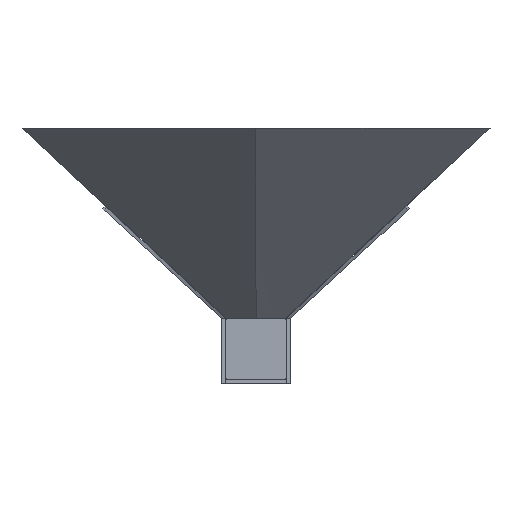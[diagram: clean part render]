
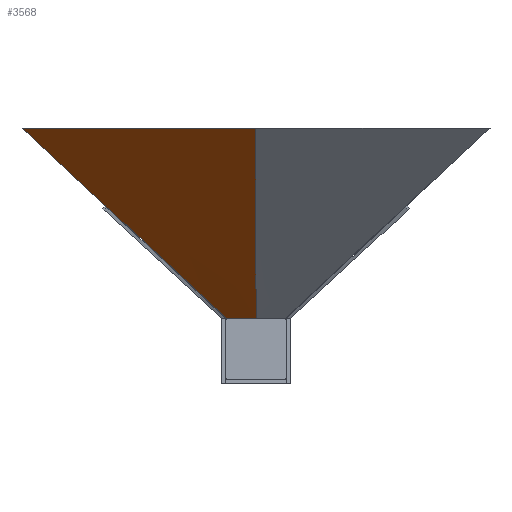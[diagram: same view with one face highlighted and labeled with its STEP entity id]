
A CAD part, front view. The second image highlights one B-rep face of the part: STEP entity #3568.
In plain terms, the highlighted free-form (B-spline) face has degree [3, 3] with [4, 4] control points.
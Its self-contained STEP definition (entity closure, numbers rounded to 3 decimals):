
#94=B_SPLINE_CURVE_WITH_KNOTS('',3,(#6669,#6670,#6671,#6672,#6673,#6674),
 .UNSPECIFIED.,.F.,.F.,(4,2,4),(4.313,10.928,17.524),
 .UNSPECIFIED.);
#98=B_SPLINE_CURVE_WITH_KNOTS('',3,(#6698,#6699,#6700,#6701,#6702,#6703),
 .UNSPECIFIED.,.F.,.F.,(4,2,4),(-2.03,-1.199,-0.37),
 .UNSPECIFIED.);
#106=B_SPLINE_CURVE_WITH_KNOTS('',3,(#6820,#6821,#6822,#6823,#6824,#6825,
#6826,#6827),.UNSPECIFIED.,.F.,.F.,(4,2,2,4),(-7.862,-7.664,
-6.476,-0.507),.UNSPECIFIED.);
#107=B_SPLINE_CURVE_WITH_KNOTS('',3,(#6844,#6845,#6846,#6847,#6848,#6849,
#6850,#6851),.UNSPECIFIED.,.F.,.F.,(4,2,2,4),(0.183,1.459,
6.39,36.446),.UNSPECIFIED.);
#138=B_SPLINE_SURFACE_WITH_KNOTS('',3,3,((#6828,#6829,#6830,#6831),(#6832,
#6833,#6834,#6835),(#6836,#6837,#6838,#6839),(#6840,#6841,#6842,#6843)),
 .UNSPECIFIED.,.F.,.F.,.F.,(4,4),(4,4),(-0.083,1.083),
(-0.009,1.024),.UNSPECIFIED.);
#1089=FACE_OUTER_BOUND('',#1357,.T.);
#1357=EDGE_LOOP('',(#3095,#3096,#3097,#3098));
#1751=VERTEX_POINT('',#6661);
#1752=VERTEX_POINT('',#6668);
#1755=VERTEX_POINT('',#6690);
#1756=VERTEX_POINT('',#6697);
#2197=EDGE_CURVE('',#1751,#1752,#94,.F.);
#2201=EDGE_CURVE('',#1756,#1755,#98,.F.);
#2209=EDGE_CURVE('',#1756,#1751,#106,.T.);
#2210=EDGE_CURVE('',#1755,#1752,#107,.T.);
#3095=ORIENTED_EDGE('',*,*,#2201,.T.);
#3096=ORIENTED_EDGE('',*,*,#2210,.T.);
#3097=ORIENTED_EDGE('',*,*,#2197,.F.);
#3098=ORIENTED_EDGE('',*,*,#2209,.F.);
#3568=ADVANCED_FACE('',(#1089),#138,.T.);
#6661=CARTESIAN_POINT('',(-114.52,269.334,108.));
#6668=CARTESIAN_POINT('',(-0.226,203.088,108.));
#6669=CARTESIAN_POINT('Ctrl Pts',(-0.226,203.088,108.));
#6670=CARTESIAN_POINT('Ctrl Pts',(-19.302,214.145,108.));
#6671=CARTESIAN_POINT('Ctrl Pts',(-38.378,225.201,108.));
#6672=CARTESIAN_POINT('Ctrl Pts',(-76.476,247.283,108.));
#6673=CARTESIAN_POINT('Ctrl Pts',(-95.498,258.309,108.));
#6674=CARTESIAN_POINT('Ctrl Pts',(-114.52,269.334,108.));
#6690=CARTESIAN_POINT('',(0.041,318.424,15.));
#6697=CARTESIAN_POINT('',(-14.364,326.681,15.));
#6698=CARTESIAN_POINT('Ctrl Pts',(0.041,318.424,15.));
#6699=CARTESIAN_POINT('Ctrl Pts',(-2.363,319.802,15.));
#6700=CARTESIAN_POINT('Ctrl Pts',(-4.767,321.18,15.));
#6701=CARTESIAN_POINT('Ctrl Pts',(-9.568,323.932,15.));
#6702=CARTESIAN_POINT('Ctrl Pts',(-11.966,325.307,15.));
#6703=CARTESIAN_POINT('Ctrl Pts',(-14.364,326.681,15.));
#6820=CARTESIAN_POINT('Ctrl Pts',(-14.364,326.681,15.));
#6821=CARTESIAN_POINT('Ctrl Pts',(-16.568,325.422,17.046));
#6822=CARTESIAN_POINT('Ctrl Pts',(-19.046,324.004,19.346));
#6823=CARTESIAN_POINT('Ctrl Pts',(-32.444,316.338,31.784));
#6824=CARTESIAN_POINT('Ctrl Pts',(-62.594,299.071,59.782));
#6825=CARTESIAN_POINT('Ctrl Pts',(-80.519,288.806,76.427));
#6826=CARTESIAN_POINT('Ctrl Pts',(-100.12,277.581,94.628));
#6827=CARTESIAN_POINT('Ctrl Pts',(-114.52,269.334,108.));
#6828=CARTESIAN_POINT('Ctrl Pts',(-14.364,326.681,15.));
#6829=CARTESIAN_POINT('Ctrl Pts',(-50.535,309.191,45.991));
#6830=CARTESIAN_POINT('Ctrl Pts',(-86.672,291.66,77.));
#6831=CARTESIAN_POINT('Ctrl Pts',(-122.823,274.146,108.001));
#6832=CARTESIAN_POINT('Ctrl Pts',(-9.563,323.932,14.998));
#6833=CARTESIAN_POINT('Ctrl Pts',(-32.798,298.925,45.995));
#6834=CARTESIAN_POINT('Ctrl Pts',(-55.993,273.888,76.999));
#6835=CARTESIAN_POINT('Ctrl Pts',(-79.204,248.864,108.));
#6836=CARTESIAN_POINT('Ctrl Pts',(-4.761,321.183,14.995));
#6837=CARTESIAN_POINT('Ctrl Pts',(-15.06,288.66,46.));
#6838=CARTESIAN_POINT('Ctrl Pts',(-25.313,256.117,76.999));
#6839=CARTESIAN_POINT('Ctrl Pts',(-35.585,223.582,108.));
#6840=CARTESIAN_POINT('Ctrl Pts',(0.04,318.433,14.993));
#6841=CARTESIAN_POINT('Ctrl Pts',(2.677,278.394,46.004));
#6842=CARTESIAN_POINT('Ctrl Pts',(5.366,238.345,76.998));
#6843=CARTESIAN_POINT('Ctrl Pts',(8.034,198.3,108.));
#6844=CARTESIAN_POINT('Ctrl Pts',(0.041,318.424,15.));
#6845=CARTESIAN_POINT('Ctrl Pts',(0.029,314.781,17.937));
#6846=CARTESIAN_POINT('Ctrl Pts',(0.018,310.184,21.644));
#6847=CARTESIAN_POINT('Ctrl Pts',(-0.016,296.74,32.484));
#6848=CARTESIAN_POINT('Ctrl Pts',(-0.07,272.996,
51.63));
#6849=CARTESIAN_POINT('Ctrl Pts',(-0.121,250.432,69.824));
#6850=CARTESIAN_POINT('Ctrl Pts',(-0.188,220.119,94.267));
#6851=CARTESIAN_POINT('Ctrl Pts',(-0.226,203.088,108.));
